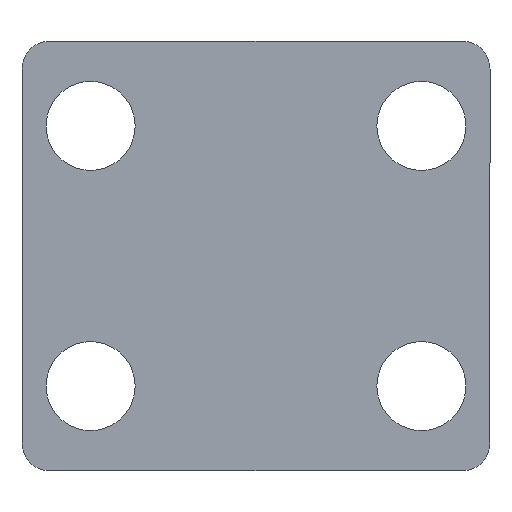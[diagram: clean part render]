
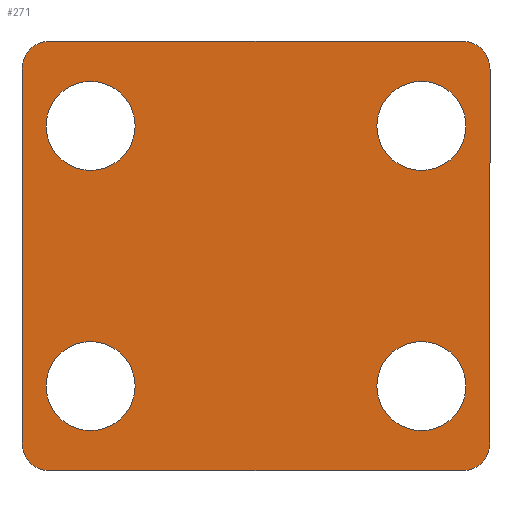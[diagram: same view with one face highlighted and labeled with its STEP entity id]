
A CAD part, front view. The second image highlights one B-rep face of the part: STEP entity #271.
In plain terms, the highlighted planar face has unit normal (0, -1, 0).
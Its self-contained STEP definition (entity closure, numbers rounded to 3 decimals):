
#3 = CARTESIAN_POINT ( 'NONE',  ( 15.1, 0., -15.939 ) ) ;
#6 = AXIS2_PLACEMENT_3D ( 'NONE', #321, #525, #221 ) ;
#7 = CARTESIAN_POINT ( 'NONE',  ( -15.1, 0., -11.875 ) ) ;
#24 = DIRECTION ( 'NONE',  ( -1., 0., 0. ) ) ;
#26 = DIRECTION ( 'NONE',  ( 0., 1., 0. ) ) ;
#29 = AXIS2_PLACEMENT_3D ( 'NONE', #237, #343, #438 ) ;
#31 = EDGE_CURVE ( 'NONE', #220, #205, #255, .T. ) ;
#50 = EDGE_CURVE ( 'NONE', #114, #205, #556, .T. ) ;
#51 = DIRECTION ( 'NONE',  ( 0., 0., 1. ) ) ;
#53 = EDGE_LOOP ( 'NONE', ( #311, #159 ) ) ;
#55 = CARTESIAN_POINT ( 'NONE',  ( 15.1, 0., -7.81 ) ) ;
#57 = ORIENTED_EDGE ( 'NONE', *, *, #31, .T. ) ;
#58 = EDGE_LOOP ( 'NONE', ( #448, #264 ) ) ;
#59 = CARTESIAN_POINT ( 'NONE',  ( -15.1, 0., -11.875 ) ) ;
#60 = DIRECTION ( 'NONE',  ( 0., 1., 0. ) ) ;
#63 = DIRECTION ( 'NONE',  ( 0., 0., 1. ) ) ;
#67 = CARTESIAN_POINT ( 'NONE',  ( -21.361, 0., 17.069 ) ) ;
#69 = VERTEX_POINT ( 'NONE', #103 ) ;
#70 = CIRCLE ( 'NONE', #183, 4.064 ) ;
#71 = VERTEX_POINT ( 'NONE', #3 ) ;
#80 = LINE ( 'NONE', #619, #591 ) ;
#81 = EDGE_CURVE ( 'NONE', #269, #71, #371, .T. ) ;
#95 = CARTESIAN_POINT ( 'NONE',  ( 18.821, 0., 19.609 ) ) ;
#96 = AXIS2_PLACEMENT_3D ( 'NONE', #474, #26, #224 ) ;
#99 = CARTESIAN_POINT ( 'NONE',  ( 15.1, 0., 7.81 ) ) ;
#100 = DIRECTION ( 'NONE',  ( 0., 1., 0. ) ) ;
#101 = AXIS2_PLACEMENT_3D ( 'NONE', #7, #469, #359 ) ;
#103 = CARTESIAN_POINT ( 'NONE',  ( -15.1, 0., 7.81 ) ) ;
#104 = ORIENTED_EDGE ( 'NONE', *, *, #405, .F. ) ;
#106 = DIRECTION ( 'NONE',  ( 0., 0., 1. ) ) ;
#111 = ORIENTED_EDGE ( 'NONE', *, *, #353, .T. ) ;
#114 = VERTEX_POINT ( 'NONE', #145 ) ;
#117 = CARTESIAN_POINT ( 'NONE',  ( 18.821, 0., -19.609 ) ) ;
#119 = ORIENTED_EDGE ( 'NONE', *, *, #604, .T. ) ;
#125 = CIRCLE ( 'NONE', #6, 2.54 ) ;
#127 = AXIS2_PLACEMENT_3D ( 'NONE', #298, #60, #250 ) ;
#134 = CARTESIAN_POINT ( 'NONE',  ( 21.361, 0., 19.609 ) ) ;
#145 = CARTESIAN_POINT ( 'NONE',  ( -18.821, 0., 19.609 ) ) ;
#146 = DIRECTION ( 'NONE',  ( 0., 0., 1. ) ) ;
#149 = ORIENTED_EDGE ( 'NONE', *, *, #50, .F. ) ;
#152 = VERTEX_POINT ( 'NONE', #99 ) ;
#154 = DIRECTION ( 'NONE',  ( 0., -1., 0. ) ) ;
#157 = DIRECTION ( 'NONE',  ( 0., 1., 0. ) ) ;
#158 = EDGE_LOOP ( 'NONE', ( #208, #466, #628, #119, #104, #57, #149, #611 ) ) ;
#159 = ORIENTED_EDGE ( 'NONE', *, *, #589, .T. ) ;
#162 = EDGE_CURVE ( 'NONE', #442, #69, #400, .T. ) ;
#169 = EDGE_LOOP ( 'NONE', ( #111, #513 ) ) ;
#171 = AXIS2_PLACEMENT_3D ( 'NONE', #587, #100, #146 ) ;
#183 = AXIS2_PLACEMENT_3D ( 'NONE', #600, #401, #106 ) ;
#200 = AXIS2_PLACEMENT_3D ( 'NONE', #59, #519, #63 ) ;
#205 = VERTEX_POINT ( 'NONE', #95 ) ;
#208 = ORIENTED_EDGE ( 'NONE', *, *, #477, .F. ) ;
#215 = CARTESIAN_POINT ( 'NONE',  ( -18.821, 0., 17.069 ) ) ;
#220 = VERTEX_POINT ( 'NONE', #583 ) ;
#221 = DIRECTION ( 'NONE',  ( 0., 0., 1. ) ) ;
#222 = CIRCLE ( 'NONE', #96, 4.064 ) ;
#223 = CARTESIAN_POINT ( 'NONE',  ( 15.1, 0., 15.939 ) ) ;
#224 = DIRECTION ( 'NONE',  ( 0., 0., 1. ) ) ;
#233 = ORIENTED_EDGE ( 'NONE', *, *, #276, .T. ) ;
#235 = CARTESIAN_POINT ( 'NONE',  ( 18.821, 0., -17.069 ) ) ;
#237 = CARTESIAN_POINT ( 'NONE',  ( -15.1, 0., 11.874 ) ) ;
#238 = EDGE_CURVE ( 'NONE', #411, #152, #365, .T. ) ;
#245 = CARTESIAN_POINT ( 'NONE',  ( 0., 0., 0. ) ) ;
#248 = DIRECTION ( 'NONE',  ( 0., 0., 1. ) ) ;
#250 = DIRECTION ( 'NONE',  ( 0., 0., 1. ) ) ;
#253 = FACE_BOUND ( 'NONE', #58, .T. ) ;
#255 = CIRCLE ( 'NONE', #391, 2.54 ) ;
#256 = DIRECTION ( 'NONE',  ( 0., -1., 0. ) ) ;
#257 = VERTEX_POINT ( 'NONE', #67 ) ;
#264 = ORIENTED_EDGE ( 'NONE', *, *, #575, .T. ) ;
#268 = CARTESIAN_POINT ( 'NONE',  ( -15.1, 0., 15.939 ) ) ;
#269 = VERTEX_POINT ( 'NONE', #55 ) ;
#270 = CARTESIAN_POINT ( 'NONE',  ( -21.361, 0., -17.069 ) ) ;
#271 = ADVANCED_FACE ( 'NONE', ( #253, #314, #598, #561, #300 ), #447, .F. ) ;
#273 = CARTESIAN_POINT ( 'NONE',  ( -18.821, 0., -19.609 ) ) ;
#276 = EDGE_CURVE ( 'NONE', #71, #269, #70, .T. ) ;
#277 = DIRECTION ( 'NONE',  ( 0., 0., -1. ) ) ;
#279 = CARTESIAN_POINT ( 'NONE',  ( -15.1, 0., -7.81 ) ) ;
#286 = VECTOR ( 'NONE', #24, 1000. ) ;
#291 = VECTOR ( 'NONE', #446, 1000. ) ;
#298 = CARTESIAN_POINT ( 'NONE',  ( 15.1, 0., -11.875 ) ) ;
#300 = FACE_OUTER_BOUND ( 'NONE', #158, .T. ) ;
#301 = CARTESIAN_POINT ( 'NONE',  ( -21.361, 0., 19.609 ) ) ;
#302 = EDGE_CURVE ( 'NONE', #584, #366, #483, .T. ) ;
#306 = CARTESIAN_POINT ( 'NONE',  ( 18.821, 0., 17.069 ) ) ;
#310 = EDGE_LOOP ( 'NONE', ( #467, #233 ) ) ;
#311 = ORIENTED_EDGE ( 'NONE', *, *, #162, .T. ) ;
#314 = FACE_BOUND ( 'NONE', #169, .T. ) ;
#321 = CARTESIAN_POINT ( 'NONE',  ( -18.821, 0., -17.069 ) ) ;
#322 = CARTESIAN_POINT ( 'NONE',  ( -15.1, 0., -15.939 ) ) ;
#333 = EDGE_CURVE ( 'NONE', #114, #257, #569, .T. ) ;
#342 = AXIS2_PLACEMENT_3D ( 'NONE', #590, #496, #51 ) ;
#343 = DIRECTION ( 'NONE',  ( 0., 1., 0. ) ) ;
#349 = DIRECTION ( 'NONE',  ( 0., 0., 1. ) ) ;
#353 = EDGE_CURVE ( 'NONE', #366, #584, #396, .T. ) ;
#356 = VERTEX_POINT ( 'NONE', #564 ) ;
#359 = DIRECTION ( 'NONE',  ( 0., 0., 1. ) ) ;
#365 = CIRCLE ( 'NONE', #342, 4.064 ) ;
#366 = VERTEX_POINT ( 'NONE', #279 ) ;
#371 = CIRCLE ( 'NONE', #127, 4.064 ) ;
#375 = EDGE_CURVE ( 'NONE', #554, #455, #379, .T. ) ;
#379 = LINE ( 'NONE', #574, #286 ) ;
#380 = LINE ( 'NONE', #134, #434 ) ;
#385 = DIRECTION ( 'NONE',  ( 0., 0., 1. ) ) ;
#391 = AXIS2_PLACEMENT_3D ( 'NONE', #306, #256, #349 ) ;
#394 = CIRCLE ( 'NONE', #171, 4.064 ) ;
#396 = CIRCLE ( 'NONE', #101, 4.064 ) ;
#400 = CIRCLE ( 'NONE', #29, 4.064 ) ;
#401 = DIRECTION ( 'NONE',  ( 0., 1., 0. ) ) ;
#405 = EDGE_CURVE ( 'NONE', #220, #356, #380, .T. ) ;
#411 = VERTEX_POINT ( 'NONE', #223 ) ;
#434 = VECTOR ( 'NONE', #277, 1000. ) ;
#438 = DIRECTION ( 'NONE',  ( 0., 0., 1. ) ) ;
#442 = VERTEX_POINT ( 'NONE', #268 ) ;
#445 = CIRCLE ( 'NONE', #481, 2.54 ) ;
#446 = DIRECTION ( 'NONE',  ( 1., 0., 0. ) ) ;
#447 = PLANE ( 'NONE',  #462 ) ;
#448 = ORIENTED_EDGE ( 'NONE', *, *, #238, .T. ) ;
#450 = EDGE_CURVE ( 'NONE', #571, #455, #125, .T. ) ;
#455 = VERTEX_POINT ( 'NONE', #273 ) ;
#462 = AXIS2_PLACEMENT_3D ( 'NONE', #245, #157, #506 ) ;
#466 = ORIENTED_EDGE ( 'NONE', *, *, #450, .T. ) ;
#467 = ORIENTED_EDGE ( 'NONE', *, *, #81, .T. ) ;
#469 = DIRECTION ( 'NONE',  ( 0., 1., 0. ) ) ;
#474 = CARTESIAN_POINT ( 'NONE',  ( 15.1, 0., 11.874 ) ) ;
#477 = EDGE_CURVE ( 'NONE', #571, #257, #80, .T. ) ;
#481 = AXIS2_PLACEMENT_3D ( 'NONE', #235, #630, #385 ) ;
#483 = CIRCLE ( 'NONE', #200, 4.064 ) ;
#496 = DIRECTION ( 'NONE',  ( 0., 1., 0. ) ) ;
#506 = DIRECTION ( 'NONE',  ( 0., 0., 1. ) ) ;
#513 = ORIENTED_EDGE ( 'NONE', *, *, #302, .T. ) ;
#519 = DIRECTION ( 'NONE',  ( 0., 1., 0. ) ) ;
#525 = DIRECTION ( 'NONE',  ( 0., -1., 0. ) ) ;
#554 = VERTEX_POINT ( 'NONE', #117 ) ;
#556 = LINE ( 'NONE', #301, #291 ) ;
#561 = FACE_BOUND ( 'NONE', #53, .T. ) ;
#564 = CARTESIAN_POINT ( 'NONE',  ( 21.361, 0., -17.069 ) ) ;
#569 = CIRCLE ( 'NONE', #593, 2.54 ) ;
#571 = VERTEX_POINT ( 'NONE', #270 ) ;
#574 = CARTESIAN_POINT ( 'NONE',  ( 21.361, 0., -19.609 ) ) ;
#575 = EDGE_CURVE ( 'NONE', #152, #411, #222, .T. ) ;
#583 = CARTESIAN_POINT ( 'NONE',  ( 21.361, 0., 17.069 ) ) ;
#584 = VERTEX_POINT ( 'NONE', #322 ) ;
#587 = CARTESIAN_POINT ( 'NONE',  ( -15.1, 0., 11.874 ) ) ;
#589 = EDGE_CURVE ( 'NONE', #69, #442, #394, .T. ) ;
#590 = CARTESIAN_POINT ( 'NONE',  ( 15.1, 0., 11.874 ) ) ;
#591 = VECTOR ( 'NONE', #620, 1000. ) ;
#593 = AXIS2_PLACEMENT_3D ( 'NONE', #215, #154, #248 ) ;
#598 = FACE_BOUND ( 'NONE', #310, .T. ) ;
#600 = CARTESIAN_POINT ( 'NONE',  ( 15.1, 0., -11.875 ) ) ;
#604 = EDGE_CURVE ( 'NONE', #554, #356, #445, .T. ) ;
#611 = ORIENTED_EDGE ( 'NONE', *, *, #333, .T. ) ;
#619 = CARTESIAN_POINT ( 'NONE',  ( -21.361, 0., -19.609 ) ) ;
#620 = DIRECTION ( 'NONE',  ( 0., 0., 1. ) ) ;
#628 = ORIENTED_EDGE ( 'NONE', *, *, #375, .F. ) ;
#630 = DIRECTION ( 'NONE',  ( 0., -1., 0. ) ) ;
